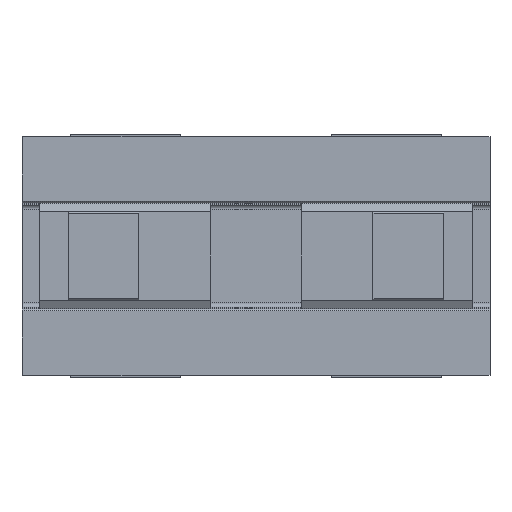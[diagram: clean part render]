
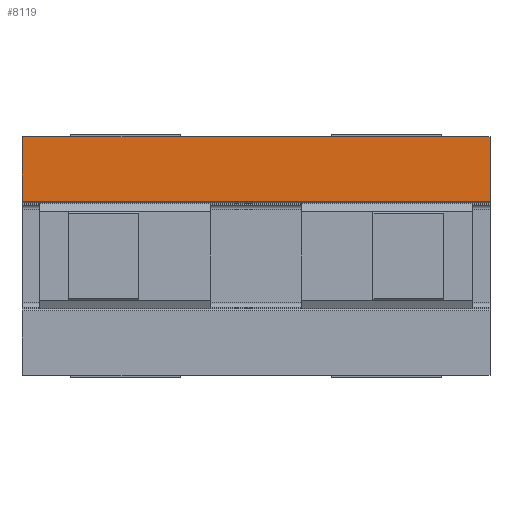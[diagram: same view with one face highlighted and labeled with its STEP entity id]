
A CAD part, left-side view. The second image highlights one B-rep face of the part: STEP entity #8119.
In plain terms, the highlighted planar face has unit normal (-1, 0, 0).
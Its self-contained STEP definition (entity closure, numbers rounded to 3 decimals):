
#779 = EDGE_CURVE ( 'NONE', #4407, #955, #1510, .T. ) ;
#831 = ORIENTED_EDGE ( 'NONE', *, *, #7637, .F. ) ;
#955 = VERTEX_POINT ( 'NONE', #3657 ) ;
#1158 = VERTEX_POINT ( 'NONE', #3909 ) ;
#1313 = VECTOR ( 'NONE', #5799, 1000. ) ;
#1491 = DIRECTION ( 'NONE',  ( 0., 0., -1. ) ) ;
#1510 = LINE ( 'NONE', #1878, #1313 ) ;
#1614 = CARTESIAN_POINT ( 'NONE',  ( -62.5, 26.5, 13.5 ) ) ;
#1629 = DIRECTION ( 'NONE',  ( 0., 0., 1. ) ) ;
#1878 = CARTESIAN_POINT ( 'NONE',  ( -62.5, 26.5, 6.212 ) ) ;
#2120 = PLANE ( 'NONE',  #2815 ) ;
#2140 = ORIENTED_EDGE ( 'NONE', *, *, #2940, .F. ) ;
#2291 = CARTESIAN_POINT ( 'NONE',  ( -62.5, 26.5, -13.5 ) ) ;
#2815 = AXIS2_PLACEMENT_3D ( 'NONE', #5381, #5405, #1491 ) ;
#2870 = EDGE_LOOP ( 'NONE', ( #6183, #7845, #2140, #831 ) ) ;
#2940 = EDGE_CURVE ( 'NONE', #4476, #1158, #6648, .T. ) ;
#3227 = LINE ( 'NONE', #6121, #8253 ) ;
#3657 = CARTESIAN_POINT ( 'NONE',  ( -62.5, -26.5, 6.212 ) ) ;
#3909 = CARTESIAN_POINT ( 'NONE',  ( -62.5, -26.5, 13.5 ) ) ;
#4218 = LINE ( 'NONE', #2291, #7736 ) ;
#4407 = VERTEX_POINT ( 'NONE', #5610 ) ;
#4424 = FACE_OUTER_BOUND ( 'NONE', #2870, .T. ) ;
#4476 = VERTEX_POINT ( 'NONE', #5710 ) ;
#5381 = CARTESIAN_POINT ( 'NONE',  ( -62.5, 0., 0. ) ) ;
#5405 = DIRECTION ( 'NONE',  ( 1., 0., 0. ) ) ;
#5610 = CARTESIAN_POINT ( 'NONE',  ( -62.5, 26.5, 6.212 ) ) ;
#5710 = CARTESIAN_POINT ( 'NONE',  ( -62.5, 26.5, 13.5 ) ) ;
#5799 = DIRECTION ( 'NONE',  ( 0., -1., 0. ) ) ;
#5967 = EDGE_CURVE ( 'NONE', #1158, #955, #3227, .T. ) ;
#6121 = CARTESIAN_POINT ( 'NONE',  ( -62.5, -26.5, 13.5 ) ) ;
#6183 = ORIENTED_EDGE ( 'NONE', *, *, #779, .T. ) ;
#6648 = LINE ( 'NONE', #1614, #8184 ) ;
#7400 = DIRECTION ( 'NONE',  ( 0., 0., -1. ) ) ;
#7492 = DIRECTION ( 'NONE',  ( 0., -1., 0. ) ) ;
#7637 = EDGE_CURVE ( 'NONE', #4407, #4476, #4218, .T. ) ;
#7736 = VECTOR ( 'NONE', #1629, 1000. ) ;
#7845 = ORIENTED_EDGE ( 'NONE', *, *, #5967, .F. ) ;
#8119 = ADVANCED_FACE ( 'NONE', ( #4424 ), #2120, .F. ) ;
#8184 = VECTOR ( 'NONE', #7492, 1000. ) ;
#8253 = VECTOR ( 'NONE', #7400, 1000. ) ;
